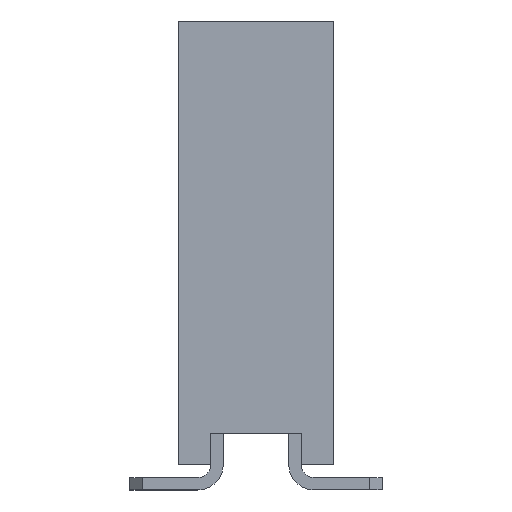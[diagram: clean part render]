
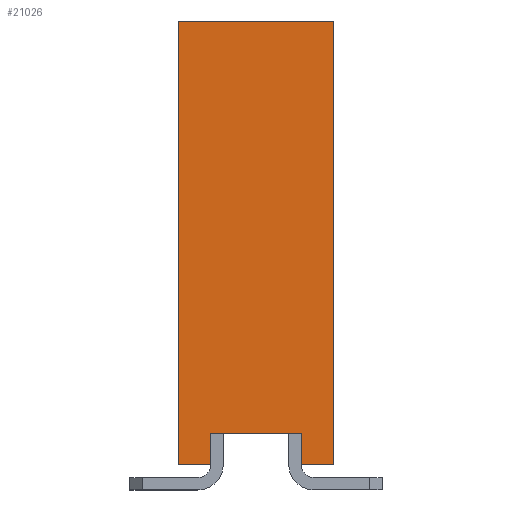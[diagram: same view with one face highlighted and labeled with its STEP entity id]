
A CAD part, front view. The second image highlights one B-rep face of the part: STEP entity #21026.
In plain terms, the highlighted face is planar.
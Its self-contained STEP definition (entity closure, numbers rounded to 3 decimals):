
#7208=ORIENTED_EDGE('',*,*,#10522,.T.);
#7209=ORIENTED_EDGE('',*,*,#10532,.T.);
#7210=ORIENTED_EDGE('',*,*,#10462,.T.);
#7211=ORIENTED_EDGE('',*,*,#10533,.T.);
#7212=ORIENTED_EDGE('',*,*,#10526,.T.);
#7213=ORIENTED_EDGE('',*,*,#10534,.F.);
#7214=ORIENTED_EDGE('',*,*,#10530,.F.);
#7215=ORIENTED_EDGE('',*,*,#10535,.T.);
#10462=EDGE_CURVE('',#12503,#12502,#14618,.T.);
#10522=EDGE_CURVE('',#12507,#12506,#14678,.T.);
#10526=EDGE_CURVE('',#12511,#12510,#14682,.T.);
#10530=EDGE_CURVE('',#12514,#12515,#14686,.T.);
#10532=EDGE_CURVE('',#12506,#12503,#14688,.T.);
#10533=EDGE_CURVE('',#12502,#12511,#14689,.T.);
#10534=EDGE_CURVE('',#12515,#12510,#14690,.T.);
#10535=EDGE_CURVE('',#12514,#12507,#14691,.T.);
#12502=VERTEX_POINT('',#35519);
#12503=VERTEX_POINT('',#35521);
#12506=VERTEX_POINT('',#35584);
#12507=VERTEX_POINT('',#35586);
#12510=VERTEX_POINT('',#35593);
#12511=VERTEX_POINT('',#35595);
#12514=VERTEX_POINT('',#35602);
#12515=VERTEX_POINT('',#35604);
#14618=LINE('',#35520,#16798);
#14678=LINE('',#35585,#16858);
#14682=LINE('',#35594,#16862);
#14686=LINE('',#35603,#16866);
#14688=LINE('',#35607,#16868);
#14689=LINE('',#35608,#16869);
#14690=LINE('',#35609,#16870);
#14691=LINE('',#35610,#16871);
#16798=VECTOR('',#28639,1000.);
#16858=VECTOR('',#28701,1000.);
#16862=VECTOR('',#28707,1000.);
#16866=VECTOR('',#28713,1000.);
#16868=VECTOR('',#28717,1000.);
#16869=VECTOR('',#28718,1000.);
#16870=VECTOR('',#28719,1000.);
#16871=VECTOR('',#28720,1000.);
#17972=EDGE_LOOP('',(#7208,#7209,#7210,#7211,#7212,#7213,#7214,#7215));
#19130=FACE_BOUND('',#17972,.T.);
#19896=PLANE('',#22970);
#21026=ADVANCED_FACE('',(#19130),#19896,.F.);
#22970=AXIS2_PLACEMENT_3D('',#35606,#28715,#28716);
#28639=DIRECTION('',(0.,0.,-1.));
#28701=DIRECTION('',(0.,0.,1.));
#28707=DIRECTION('',(0.,0.,1.));
#28713=DIRECTION('',(0.,0.,1.));
#28715=DIRECTION('',(-1.,0.,0.));
#28716=DIRECTION('',(0.,0.,1.));
#28717=DIRECTION('',(0.,1.,0.));
#28718=DIRECTION('',(0.,1.,0.));
#28719=DIRECTION('',(0.,1.,0.));
#28720=DIRECTION('',(0.,1.,0.));
#35519=CARTESIAN_POINT('',(18.03,0.725,-3.55));
#35520=CARTESIAN_POINT('',(18.03,0.725,-3.05));
#35521=CARTESIAN_POINT('',(18.03,0.725,-3.05));
#35584=CARTESIAN_POINT('',(18.03,-0.725,-3.05));
#35585=CARTESIAN_POINT('',(18.03,-0.725,-3.55));
#35586=CARTESIAN_POINT('',(18.03,-0.725,-3.55));
#35593=CARTESIAN_POINT('',(18.03,1.25,3.55));
#35594=CARTESIAN_POINT('',(18.03,1.25,-3.55));
#35595=CARTESIAN_POINT('',(18.03,1.25,-3.55));
#35602=CARTESIAN_POINT('',(18.03,-1.25,-3.55));
#35603=CARTESIAN_POINT('',(18.03,-1.25,-3.55));
#35604=CARTESIAN_POINT('',(18.03,-1.25,3.55));
#35606=CARTESIAN_POINT('',(18.03,-1.25,-3.55));
#35607=CARTESIAN_POINT('',(18.03,-0.725,-3.05));
#35608=CARTESIAN_POINT('',(18.03,-1.25,-3.55));
#35609=CARTESIAN_POINT('',(18.03,-1.25,3.55));
#35610=CARTESIAN_POINT('',(18.03,-1.25,-3.55));
